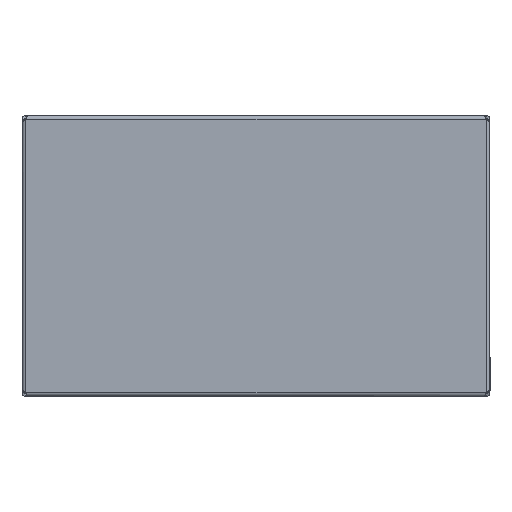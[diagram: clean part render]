
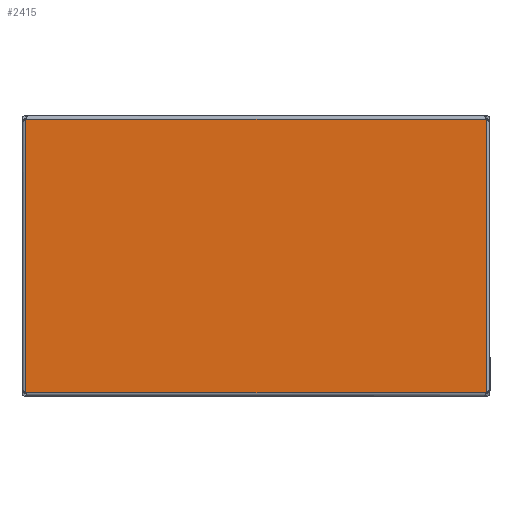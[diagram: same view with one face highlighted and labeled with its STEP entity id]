
A CAD part, front view. The second image highlights one B-rep face of the part: STEP entity #2415.
In plain terms, the highlighted planar face has unit normal (0, -1, 0).
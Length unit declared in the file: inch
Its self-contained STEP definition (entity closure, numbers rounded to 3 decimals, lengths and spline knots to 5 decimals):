
#18 = DIRECTION ( 'NONE',  ( 0., 0., -1. ) ) ;
#92 = LINE ( 'NONE', #637, #1043 ) ;
#136 = CARTESIAN_POINT ( 'NONE',  ( -9.83352, 0., -12.66504 ) ) ;
#207 = PLANE ( 'NONE',  #4106 ) ;
#227 = VECTOR ( 'NONE', #3171, 39.37008 ) ;
#328 = EDGE_CURVE ( 'NONE', #5974, #4303, #7066, .T. ) ;
#353 = CARTESIAN_POINT ( 'NONE',  ( 9.83352, 0., 0. ) ) ;
#637 = CARTESIAN_POINT ( 'NONE',  ( -18.9548, 0., -12.66504 ) ) ;
#831 = ORIENTED_EDGE ( 'NONE', *, *, #5493, .T. ) ;
#848 = CARTESIAN_POINT ( 'NONE',  ( 9.83352, 0., -12.66504 ) ) ;
#981 = EDGE_CURVE ( 'NONE', #2719, #5974, #2560, .T. ) ;
#1043 = VECTOR ( 'NONE', #2983, 39.37008 ) ;
#1535 = VECTOR ( 'NONE', #6986, 39.37008 ) ;
#1540 = CARTESIAN_POINT ( 'NONE',  ( -9.83352, 0., -0.99806 ) ) ;
#1789 = CARTESIAN_POINT ( 'NONE',  ( -18.9548, 0., -0.99806 ) ) ;
#2023 = FACE_OUTER_BOUND ( 'NONE', #7444, .T. ) ;
#2057 = DIRECTION ( 'NONE',  ( 0., -1., 0. ) ) ;
#2330 = VERTEX_POINT ( 'NONE', #136 ) ;
#2415 = ADVANCED_FACE ( 'NONE', ( #2023 ), #207, .T. ) ;
#2560 = LINE ( 'NONE', #353, #227 ) ;
#2562 = CARTESIAN_POINT ( 'NONE',  ( -18.9548, 0., 0. ) ) ;
#2719 = VERTEX_POINT ( 'NONE', #848 ) ;
#2983 = DIRECTION ( 'NONE',  ( 1., 0., 0. ) ) ;
#3171 = DIRECTION ( 'NONE',  ( 0., 0., 1. ) ) ;
#3244 = DIRECTION ( 'NONE',  ( 0., 0., -1. ) ) ;
#4079 = EDGE_CURVE ( 'NONE', #4303, #2330, #5904, .T. ) ;
#4106 = AXIS2_PLACEMENT_3D ( 'NONE', #2562, #2057, #3244 ) ;
#4303 = VERTEX_POINT ( 'NONE', #1540 ) ;
#4955 = CARTESIAN_POINT ( 'NONE',  ( 9.83352, 0., -0.99806 ) ) ;
#5291 = CARTESIAN_POINT ( 'NONE',  ( -9.83352, 0., 0. ) ) ;
#5493 = EDGE_CURVE ( 'NONE', #2330, #2719, #92, .T. ) ;
#5904 = LINE ( 'NONE', #5291, #6392 ) ;
#5974 = VERTEX_POINT ( 'NONE', #4955 ) ;
#6392 = VECTOR ( 'NONE', #18, 39.37008 ) ;
#6853 = ORIENTED_EDGE ( 'NONE', *, *, #4079, .T. ) ;
#6962 = ORIENTED_EDGE ( 'NONE', *, *, #981, .T. ) ;
#6986 = DIRECTION ( 'NONE',  ( -1., 0., 0. ) ) ;
#7066 = LINE ( 'NONE', #1789, #1535 ) ;
#7430 = ORIENTED_EDGE ( 'NONE', *, *, #328, .T. ) ;
#7444 = EDGE_LOOP ( 'NONE', ( #6853, #831, #6962, #7430 ) ) ;
